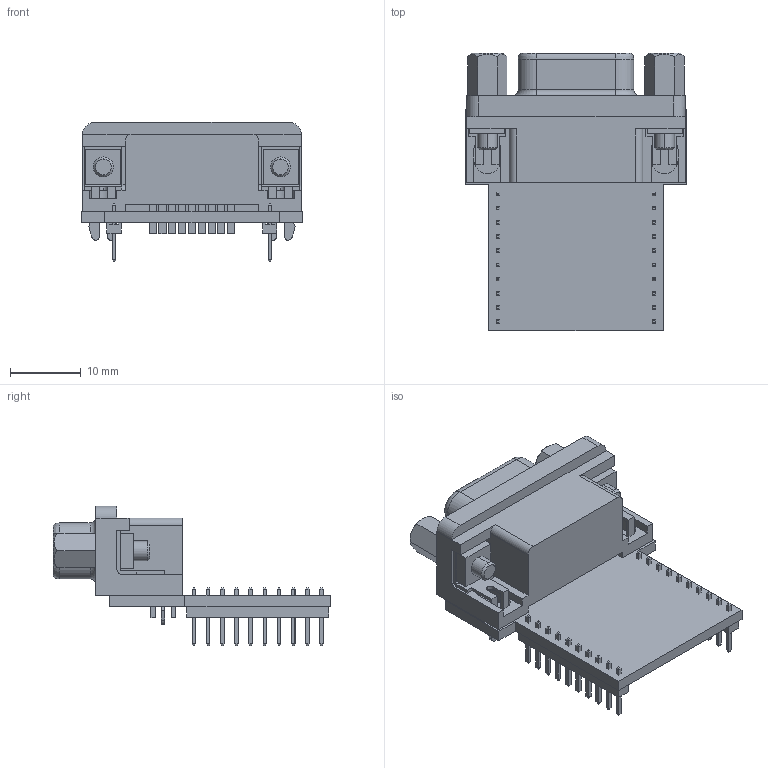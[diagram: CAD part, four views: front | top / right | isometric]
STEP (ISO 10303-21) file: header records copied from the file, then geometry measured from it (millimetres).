
FILE_DESCRIPTION (( 'STEP AP214' ), '1' );
FILE_NAME ('AS-XBEE-RS232-DB9F-00-R00.STEP', '2024-05-01T21:48:00', ( '' ), ( '' ), 'SwSTEP 2.0', 'SolidWorks 2020', '' );
FILE_SCHEMA (( 'AUTOMOTIVE_DESIGN' ));
Length unit declared in the file: millimetre
Products named in the file (8): plugin_rs232_pcb; 2311765-1; _TMM-110-03-L-S_pins2.stp; AS-XBEE-RS232-DB9F-00-R00; _TMM-110-03-L-S_body.stp; _TMM-110-03-L-S_pins1.stp; TMM-110-03-L-S.stp
Assembly tree (10 placements, depth 3):
  AS-XBEE-RS232-DB9F-00-R00
    plugin_rs232_pcb
    2311765-1
    TMM-110-03-L-S.stp
      _TMM-110-03-L-S_body.stp
      _TMM-110-03-L-S_pins1.stp
      _TMM-110-03-L-S_pins2.stp
    TMM-110-03-L-S.stp
      _TMM-110-03-L-S_body.stp
      _TMM-110-03-L-S_pins1.stp
      _TMM-110-03-L-S_pins2.stp
Bounding box: 31.24 x 39.14 x 19.66 mm (x, y, z)
Volume: 5670.3 mm3; surface area: 5467.3 mm2
Topology: 8 solids, 8 shells, 758 faces, 1840 edges, 1160 vertices
Faces by surface type: plane 659, cylinder 65, cone 26, torus 4, bspline 4
Entity records: 15504 total; most frequent: CARTESIAN_POINT 2867, ORIENTED_EDGE 2544, DIRECTION 2476, EDGE_CURVE 1272, VECTOR 1082, LINE 1082, VERTEX_POINT 808, AXIS2_PLACEMENT_3D 697
